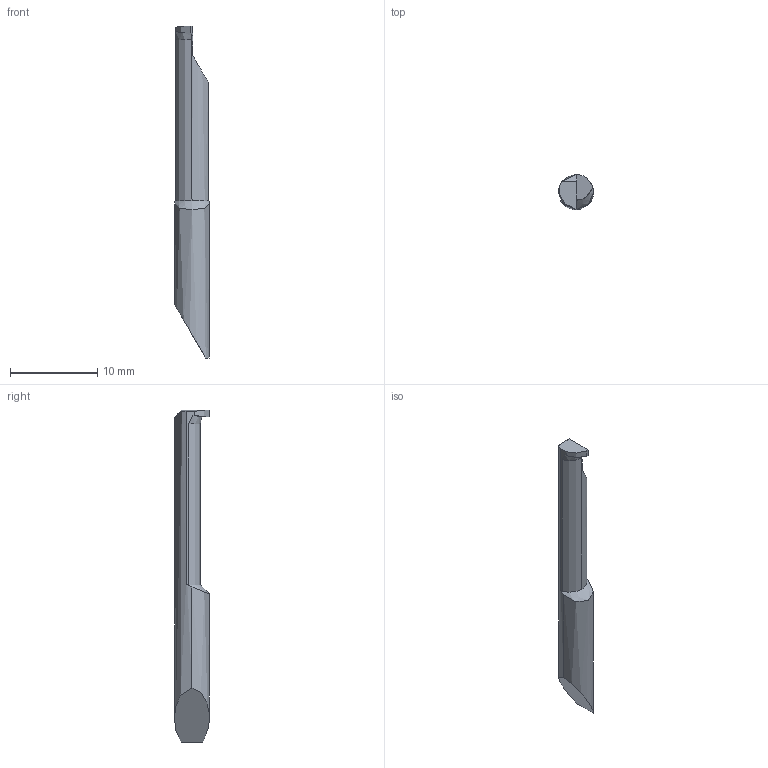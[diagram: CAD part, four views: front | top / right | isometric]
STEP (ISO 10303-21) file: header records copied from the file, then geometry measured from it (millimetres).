
FILE_DESCRIPTION (( 'STEP AP203' ), '1' );
FILE_NAME ('NCGS4R-42.20-079x08 [NCGS04R4220079T].STEP', '2023-06-05T00:41:05', ( '' ), ( '' ), 'SwSTEP 2.0', 'SolidWorks 2018', '' );
FILE_SCHEMA (( 'CONFIG_CONTROL_DESIGN' ));
Length unit declared in the file: millimetre
Products named in the file (1): NCGS4R-42.20-079x08 [NCGS04R4220079T]
Bounding box: 4 x 4 x 38 mm (x, y, z)
Volume: 340.5 mm3; surface area: 422.9 mm2
Topology: 1 solids, 1 shells, 21 faces, 55 edges, 36 vertices
Faces by surface type: plane 11, cylinder 6, cone 2, bspline 1, sphere 1
Entity records: 926 total; most frequent: CARTESIAN_POINT 371, ORIENTED_EDGE 110, DIRECTION 87, EDGE_CURVE 55, VERTEX_POINT 36, AXIS2_PLACEMENT_3D 32, VECTOR 23, LINE 23
